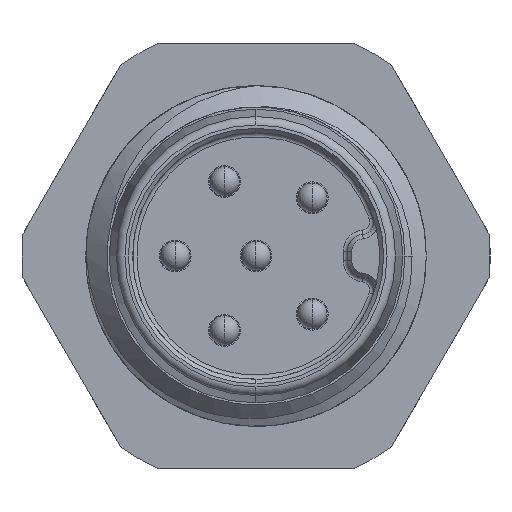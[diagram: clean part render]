
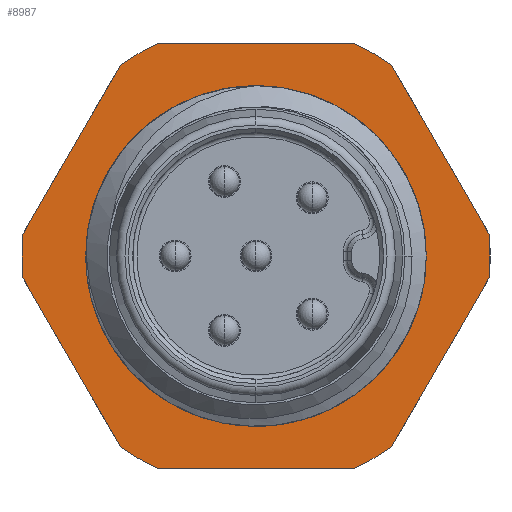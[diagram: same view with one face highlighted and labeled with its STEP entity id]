
A CAD part, left-side view. The second image highlights one B-rep face of the part: STEP entity #8987.
In plain terms, the highlighted planar face has unit normal (-1, 0, 0).
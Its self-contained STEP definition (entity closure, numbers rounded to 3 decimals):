
#3948=CARTESIAN_POINT('',(6.5,0.,0.));
#3949=DIRECTION('',(1.,0.,0.));
#3950=DIRECTION('',(0.,0.,1.));
#3951=AXIS2_PLACEMENT_3D('',#3948,#3949,#3950);
#4293=CARTESIAN_POINT('',(6.5,0.,0.));
#4294=DIRECTION('',(1.,0.,0.));
#4295=DIRECTION('',(0.,-1.,0.));
#4296=AXIS2_PLACEMENT_3D('',#4293,#4294,#4295);
#4391=CARTESIAN_POINT('',(6.5,0.,0.));
#4392=DIRECTION('',(1.,0.,0.));
#4393=DIRECTION('',(0.,-0.996,0.094));
#4394=AXIS2_PLACEMENT_3D('',#4391,#4392,#4393);
#4396=DIRECTION('',(0.,0.5,-0.866));
#4397=VECTOR('',#4396,4.583);
#4398=CARTESIAN_POINT('',(6.5,-5.476,-0.516));
#4399=LINE('',#4398,#4397);
#4400=CARTESIAN_POINT('',(6.5,0.,0.));
#4401=DIRECTION('',(1.,0.,0.));
#4402=DIRECTION('',(0.,-0.579,-0.815));
#4403=AXIS2_PLACEMENT_3D('',#4400,#4401,#4402);
#4405=DIRECTION('',(0.,1.,0.));
#4406=VECTOR('',#4405,4.583);
#4407=CARTESIAN_POINT('',(6.5,-2.291,-5.));
#4408=LINE('',#4407,#4406);
#4409=CARTESIAN_POINT('',(6.5,0.,0.));
#4410=DIRECTION('',(1.,0.,0.));
#4411=DIRECTION('',(0.,0.417,-0.909));
#4412=AXIS2_PLACEMENT_3D('',#4409,#4410,#4411);
#4414=DIRECTION('',(0.,0.5,0.866));
#4415=VECTOR('',#4414,4.583);
#4416=CARTESIAN_POINT('',(6.5,3.184,-4.484));
#4417=LINE('',#4416,#4415);
#4418=CARTESIAN_POINT('',(6.5,0.,0.));
#4419=DIRECTION('',(1.,0.,0.));
#4420=DIRECTION('',(0.,0.996,-0.094));
#4421=AXIS2_PLACEMENT_3D('',#4418,#4419,#4420);
#4423=DIRECTION('',(0.,-0.5,0.866));
#4424=VECTOR('',#4423,4.583);
#4425=CARTESIAN_POINT('',(6.5,5.476,0.516));
#4426=LINE('',#4425,#4424);
#4427=CARTESIAN_POINT('',(6.5,0.,0.));
#4428=DIRECTION('',(1.,0.,0.));
#4429=DIRECTION('',(0.,0.579,0.815));
#4430=AXIS2_PLACEMENT_3D('',#4427,#4428,#4429);
#4432=DIRECTION('',(0.,-1.,0.));
#4433=VECTOR('',#4432,4.583);
#4434=CARTESIAN_POINT('',(6.5,2.291,5.));
#4435=LINE('',#4434,#4433);
#4436=CARTESIAN_POINT('',(6.5,0.,0.));
#4437=DIRECTION('',(1.,0.,0.));
#4438=DIRECTION('',(0.,-0.417,0.909));
#4439=AXIS2_PLACEMENT_3D('',#4436,#4437,#4438);
#4441=DIRECTION('',(0.,-0.5,-0.866));
#4442=VECTOR('',#4441,4.583);
#4443=CARTESIAN_POINT('',(6.5,-3.184,4.484));
#4444=LINE('',#4443,#4442);
#7936=CARTESIAN_POINT('',(6.5,-5.476,0.516));
#7937=CARTESIAN_POINT('',(6.5,-5.476,-0.516));
#7938=VERTEX_POINT('',#7936);
#7939=VERTEX_POINT('',#7937);
#7940=CARTESIAN_POINT('',(6.5,-3.184,-4.484));
#7941=VERTEX_POINT('',#7940);
#7942=CARTESIAN_POINT('',(6.5,-2.291,-5.));
#7943=VERTEX_POINT('',#7942);
#7944=CARTESIAN_POINT('',(6.5,2.291,-5.));
#7945=VERTEX_POINT('',#7944);
#7946=CARTESIAN_POINT('',(6.5,3.184,-4.484));
#7947=VERTEX_POINT('',#7946);
#7948=CARTESIAN_POINT('',(6.5,5.476,-0.516));
#7949=VERTEX_POINT('',#7948);
#7950=CARTESIAN_POINT('',(6.5,5.476,0.516));
#7951=VERTEX_POINT('',#7950);
#7952=CARTESIAN_POINT('',(6.5,3.184,4.484));
#7953=VERTEX_POINT('',#7952);
#7954=CARTESIAN_POINT('',(6.5,2.291,5.));
#7955=VERTEX_POINT('',#7954);
#7956=CARTESIAN_POINT('',(6.5,-2.291,5.));
#7957=VERTEX_POINT('',#7956);
#7958=CARTESIAN_POINT('',(6.5,-3.184,4.484));
#7959=VERTEX_POINT('',#7958);
#7965=CARTESIAN_POINT('',(6.5,0.,4.));
#7967=VERTEX_POINT('',#7965);
#7982=CARTESIAN_POINT('',(6.5,-4.,0.));
#7983=VERTEX_POINT('',#7982);
#8952=CARTESIAN_POINT('',(6.5,0.,0.));
#8953=DIRECTION('',(1.,0.,0.));
#8954=DIRECTION('',(0.,0.,1.));
#8955=AXIS2_PLACEMENT_3D('',#8952,#8953,#8954);
#8956=PLANE('',#8955);
#8958=ORIENTED_EDGE('',*,*,#8957,.T.);
#8960=ORIENTED_EDGE('',*,*,#8959,.T.);
#8962=ORIENTED_EDGE('',*,*,#8961,.T.);
#8964=ORIENTED_EDGE('',*,*,#8963,.T.);
#8966=ORIENTED_EDGE('',*,*,#8965,.T.);
#8968=ORIENTED_EDGE('',*,*,#8967,.T.);
#8970=ORIENTED_EDGE('',*,*,#8969,.T.);
#8972=ORIENTED_EDGE('',*,*,#8971,.T.);
#8974=ORIENTED_EDGE('',*,*,#8973,.T.);
#8976=ORIENTED_EDGE('',*,*,#8975,.T.);
#8978=ORIENTED_EDGE('',*,*,#8977,.T.);
#8980=ORIENTED_EDGE('',*,*,#8979,.T.);
#8981=EDGE_LOOP('',(#8958,#8960,#8962,#8964,#8966,#8968,#8970,#8972,#8974,#8976,
#8978,#8980));
#8982=FACE_OUTER_BOUND('',#8981,.F.);
#8983=ORIENTED_EDGE('',*,*,#8933,.F.);
#8984=ORIENTED_EDGE('',*,*,#8554,.F.);
#8985=EDGE_LOOP('',(#8983,#8984));
#8986=FACE_BOUND('',#8985,.F.);
#3952=CIRCLE('',#3951,4.);
#4297=CIRCLE('',#4296,4.);
#4395=CIRCLE('',#4394,5.5);
#4404=CIRCLE('',#4403,5.5);
#4413=CIRCLE('',#4412,5.5);
#4422=CIRCLE('',#4421,5.5);
#4431=CIRCLE('',#4430,5.5);
#4440=CIRCLE('',#4439,5.5);
#8554=EDGE_CURVE('',#7967,#7983,#3952,.T.);
#8933=EDGE_CURVE('',#7983,#7967,#4297,.T.);
#8957=EDGE_CURVE('',#7938,#7939,#4395,.T.);
#8959=EDGE_CURVE('',#7939,#7941,#4399,.T.);
#8961=EDGE_CURVE('',#7941,#7943,#4404,.T.);
#8963=EDGE_CURVE('',#7943,#7945,#4408,.T.);
#8965=EDGE_CURVE('',#7945,#7947,#4413,.T.);
#8967=EDGE_CURVE('',#7947,#7949,#4417,.T.);
#8969=EDGE_CURVE('',#7949,#7951,#4422,.T.);
#8971=EDGE_CURVE('',#7951,#7953,#4426,.T.);
#8973=EDGE_CURVE('',#7953,#7955,#4431,.T.);
#8975=EDGE_CURVE('',#7955,#7957,#4435,.T.);
#8977=EDGE_CURVE('',#7957,#7959,#4440,.T.);
#8979=EDGE_CURVE('',#7959,#7938,#4444,.T.);
#8987=ADVANCED_FACE('',(#8982,#8986),#8956,.F.);
